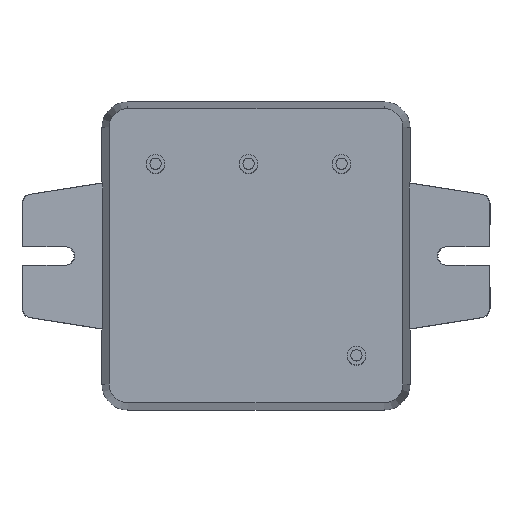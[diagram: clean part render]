
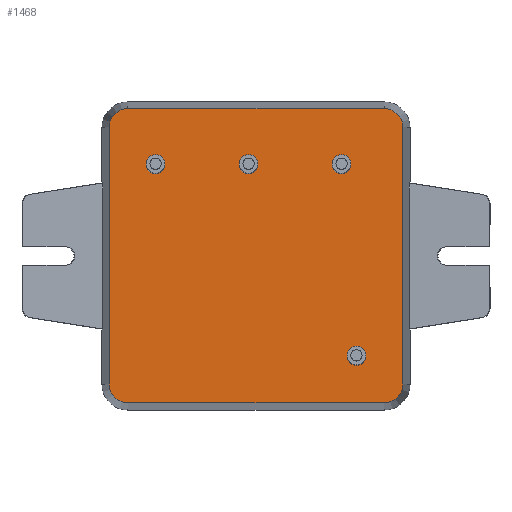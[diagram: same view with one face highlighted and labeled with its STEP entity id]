
A CAD part, top view. The second image highlights one B-rep face of the part: STEP entity #1468.
In plain terms, the highlighted planar face has unit normal (0, 0, 1).
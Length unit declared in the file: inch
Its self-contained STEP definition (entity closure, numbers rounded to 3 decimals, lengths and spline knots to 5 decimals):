
#82 = LINE ( 'NONE', #2733, #1242 ) ;
#127 = FACE_BOUND ( 'NONE', #2000, .T. ) ;
#128 = FACE_BOUND ( 'NONE', #1998, .T. ) ;
#129 = FACE_OUTER_BOUND ( 'NONE', #2004, .T. ) ;
#130 = FACE_BOUND ( 'NONE', #2007, .T. ) ;
#131 = FACE_BOUND ( 'NONE', #2003, .T. ) ;
#188 = LINE ( 'NONE', #3068, #371 ) ;
#240 = LINE ( 'NONE', #2323, #450 ) ;
#250 = LINE ( 'NONE', #2369, #478 ) ;
#294 = CIRCLE ( 'NONE', #309, 0.1 ) ;
#295 = CIRCLE ( 'NONE', #297, 0.05 ) ;
#297 = AXIS2_PLACEMENT_3D ( 'NONE', #2927, #2928, #2929 ) ;
#309 = AXIS2_PLACEMENT_3D ( 'NONE', #2946, #2947, #2948 ) ;
#331 = CIRCLE ( 'NONE', #349, 0.1 ) ;
#348 = CIRCLE ( 'NONE', #368, 0.05 ) ;
#349 = AXIS2_PLACEMENT_3D ( 'NONE', #3025, #3026, #3027 ) ;
#364 = CIRCLE ( 'NONE', #366, 0.05 ) ;
#366 = AXIS2_PLACEMENT_3D ( 'NONE', #3059, #3060, #3061 ) ;
#368 = AXIS2_PLACEMENT_3D ( 'NONE', #3062, #3063, #3064 ) ;
#371 = VECTOR ( 'NONE', #3069, 39.37008 ) ;
#382 = CIRCLE ( 'NONE', #396, 0.05 ) ;
#396 = AXIS2_PLACEMENT_3D ( 'NONE', #3120, #3121, #3122 ) ;
#436 = CIRCLE ( 'NONE', #445, 0.05 ) ;
#445 = AXIS2_PLACEMENT_3D ( 'NONE', #2313, #2314, #2315 ) ;
#450 = VECTOR ( 'NONE', #2324, 39.37008 ) ;
#462 = CIRCLE ( 'NONE', #473, 0.05 ) ;
#473 = AXIS2_PLACEMENT_3D ( 'NONE', #2361, #2362, #2363 ) ;
#478 = VECTOR ( 'NONE', #2370, 39.37008 ) ;
#525 = CIRCLE ( 'NONE', #527, 0.05 ) ;
#527 = AXIS2_PLACEMENT_3D ( 'NONE', #2471, #2472, #2473 ) ;
#550 = CARTESIAN_POINT ( 'NONE',  ( 0.69, 0.69, 0. ) ) ;
#551 = DIRECTION ( 'NONE',  ( 0., 0., 1. ) ) ;
#552 = DIRECTION ( 'NONE',  ( 1., 0., 0. ) ) ;
#658 = CARTESIAN_POINT ( 'NONE',  ( 0.69, -0.69, 0. ) ) ;
#659 = DIRECTION ( 'NONE',  ( 0., 0., 1. ) ) ;
#660 = DIRECTION ( 'NONE',  ( -1., 0., 0. ) ) ;
#1041 = CIRCLE ( 'NONE', #1043, 0.1 ) ;
#1043 = AXIS2_PLACEMENT_3D ( 'NONE', #658, #659, #660 ) ;
#1206 = CIRCLE ( 'NONE', #1211, 0.05 ) ;
#1211 = AXIS2_PLACEMENT_3D ( 'NONE', #2673, #2674, #2675 ) ;
#1242 = VECTOR ( 'NONE', #2734, 39.37008 ) ;
#1295 = AXIS2_PLACEMENT_3D ( 'NONE', #2875, #2876, #2877 ) ;
#1323 = EDGE_CURVE ( 'NONE', #1754, #1750, #1682, .T. ) ;
#1350 = EDGE_CURVE ( 'NONE', #1762, #1758, #1041, .T. ) ;
#1428 = EDGE_CURVE ( 'NONE', #1713, #1828, #1206, .T. ) ;
#1442 = EDGE_CURVE ( 'NONE', #1758, #1754, #82, .T. ) ;
#1468 = ADVANCED_FACE ( 'NONE', ( #127, #128, #129, #130, #131 ), #2874, .F. ) ;
#1484 = EDGE_CURVE ( 'NONE', #1782, #1786, #295, .T. ) ;
#1493 = EDGE_CURVE ( 'NONE', #1747, #1745, #294, .T. ) ;
#1508 = EDGE_CURVE ( 'NONE', #1743, #1741, #331, .T. ) ;
#1518 = EDGE_CURVE ( 'NONE', #1798, #1802, #364, .T. ) ;
#1519 = EDGE_CURVE ( 'NONE', #1786, #1782, #348, .T. ) ;
#1523 = EDGE_CURVE ( 'NONE', #1750, #1747, #188, .T. ) ;
#1539 = EDGE_CURVE ( 'NONE', #1725, #1728, #382, .T. ) ;
#1567 = EDGE_CURVE ( 'NONE', #1802, #1798, #436, .T. ) ;
#1572 = EDGE_CURVE ( 'NONE', #1741, #1762, #240, .T. ) ;
#1584 = EDGE_CURVE ( 'NONE', #1828, #1713, #462, .T. ) ;
#1587 = EDGE_CURVE ( 'NONE', #1745, #1743, #250, .T. ) ;
#1609 = EDGE_CURVE ( 'NONE', #1728, #1725, #525, .T. ) ;
#1679 = AXIS2_PLACEMENT_3D ( 'NONE', #550, #551, #552 ) ;
#1682 = CIRCLE ( 'NONE', #1679, 0.1 ) ;
#1713 = VERTEX_POINT ( 'NONE', #2511 ) ;
#1725 = VERTEX_POINT ( 'NONE', #2516 ) ;
#1728 = VERTEX_POINT ( 'NONE', #2519 ) ;
#1741 = VERTEX_POINT ( 'NONE', #2525 ) ;
#1743 = VERTEX_POINT ( 'NONE', #2527 ) ;
#1745 = VERTEX_POINT ( 'NONE', #2529 ) ;
#1747 = VERTEX_POINT ( 'NONE', #2531 ) ;
#1750 = VERTEX_POINT ( 'NONE', #2533 ) ;
#1754 = VERTEX_POINT ( 'NONE', #2534 ) ;
#1758 = VERTEX_POINT ( 'NONE', #2535 ) ;
#1762 = VERTEX_POINT ( 'NONE', #2536 ) ;
#1782 = VERTEX_POINT ( 'NONE', #2542 ) ;
#1786 = VERTEX_POINT ( 'NONE', #2544 ) ;
#1798 = VERTEX_POINT ( 'NONE', #2550 ) ;
#1802 = VERTEX_POINT ( 'NONE', #2551 ) ;
#1828 = VERTEX_POINT ( 'NONE', #2554 ) ;
#1998 = EDGE_LOOP ( 'NONE', ( #2203, #2207 ) ) ;
#2000 = EDGE_LOOP ( 'NONE', ( #2201, #2206 ) ) ;
#2003 = EDGE_LOOP ( 'NONE', ( #2215, #2219 ) ) ;
#2004 = EDGE_LOOP ( 'NONE', ( #2205, #2209, #2208, #2210, #2211, #2212, #2213, #2214 ) ) ;
#2007 = EDGE_LOOP ( 'NONE', ( #2216, #2218 ) ) ;
#2201 = ORIENTED_EDGE ( 'NONE', *, *, #1539, .F. ) ;
#2203 = ORIENTED_EDGE ( 'NONE', *, *, #1484, .F. ) ;
#2205 = ORIENTED_EDGE ( 'NONE', *, *, #1350, .T. ) ;
#2206 = ORIENTED_EDGE ( 'NONE', *, *, #1609, .F. ) ;
#2207 = ORIENTED_EDGE ( 'NONE', *, *, #1519, .F. ) ;
#2208 = ORIENTED_EDGE ( 'NONE', *, *, #1323, .T. ) ;
#2209 = ORIENTED_EDGE ( 'NONE', *, *, #1442, .T. ) ;
#2210 = ORIENTED_EDGE ( 'NONE', *, *, #1523, .T. ) ;
#2211 = ORIENTED_EDGE ( 'NONE', *, *, #1493, .T. ) ;
#2212 = ORIENTED_EDGE ( 'NONE', *, *, #1587, .T. ) ;
#2213 = ORIENTED_EDGE ( 'NONE', *, *, #1508, .T. ) ;
#2214 = ORIENTED_EDGE ( 'NONE', *, *, #1572, .T. ) ;
#2215 = ORIENTED_EDGE ( 'NONE', *, *, #1584, .F. ) ;
#2216 = ORIENTED_EDGE ( 'NONE', *, *, #1518, .F. ) ;
#2218 = ORIENTED_EDGE ( 'NONE', *, *, #1567, .F. ) ;
#2219 = ORIENTED_EDGE ( 'NONE', *, *, #1428, .F. ) ;
#2313 = CARTESIAN_POINT ( 'NONE',  ( -0.04, 0.49, 0. ) ) ;
#2314 = DIRECTION ( 'NONE',  ( 0., 0., 1. ) ) ;
#2315 = DIRECTION ( 'NONE',  ( -1., 0., 0. ) ) ;
#2323 = CARTESIAN_POINT ( 'NONE',  ( -0.69, -0.79, 0. ) ) ;
#2324 = DIRECTION ( 'NONE',  ( 1., 0., 0. ) ) ;
#2361 = CARTESIAN_POINT ( 'NONE',  ( 0.54, -0.54, 0. ) ) ;
#2362 = DIRECTION ( 'NONE',  ( 0., 0., 1. ) ) ;
#2363 = DIRECTION ( 'NONE',  ( -1., 0., 0. ) ) ;
#2369 = CARTESIAN_POINT ( 'NONE',  ( -0.79, 0.69, 0. ) ) ;
#2370 = DIRECTION ( 'NONE',  ( 0., -1., 0. ) ) ;
#2471 = CARTESIAN_POINT ( 'NONE',  ( 0.46, 0.49, 0. ) ) ;
#2472 = DIRECTION ( 'NONE',  ( 0., 0., 1. ) ) ;
#2473 = DIRECTION ( 'NONE',  ( -1., 0., 0. ) ) ;
#2511 = CARTESIAN_POINT ( 'NONE',  ( 0.59, -0.54, 0. ) ) ;
#2516 = CARTESIAN_POINT ( 'NONE',  ( 0.41, 0.49, 0. ) ) ;
#2519 = CARTESIAN_POINT ( 'NONE',  ( 0.51, 0.49, 0. ) ) ;
#2525 = CARTESIAN_POINT ( 'NONE',  ( -0.69, -0.79, 0. ) ) ;
#2527 = CARTESIAN_POINT ( 'NONE',  ( -0.79, -0.69, 0. ) ) ;
#2529 = CARTESIAN_POINT ( 'NONE',  ( -0.79, 0.69, 0. ) ) ;
#2531 = CARTESIAN_POINT ( 'NONE',  ( -0.69, 0.79, 0. ) ) ;
#2533 = CARTESIAN_POINT ( 'NONE',  ( 0.69, 0.79, 0. ) ) ;
#2534 = CARTESIAN_POINT ( 'NONE',  ( 0.79, 0.69, 0. ) ) ;
#2535 = CARTESIAN_POINT ( 'NONE',  ( 0.79, -0.69, 0. ) ) ;
#2536 = CARTESIAN_POINT ( 'NONE',  ( 0.69, -0.79, 0. ) ) ;
#2542 = CARTESIAN_POINT ( 'NONE',  ( -0.59, 0.49, 0. ) ) ;
#2544 = CARTESIAN_POINT ( 'NONE',  ( -0.49, 0.49, 0. ) ) ;
#2550 = CARTESIAN_POINT ( 'NONE',  ( -0.09, 0.49, 0. ) ) ;
#2551 = CARTESIAN_POINT ( 'NONE',  ( 0.01, 0.49, 0. ) ) ;
#2554 = CARTESIAN_POINT ( 'NONE',  ( 0.49, -0.54, 0. ) ) ;
#2673 = CARTESIAN_POINT ( 'NONE',  ( 0.54, -0.54, 0. ) ) ;
#2674 = DIRECTION ( 'NONE',  ( 0., 0., 1. ) ) ;
#2675 = DIRECTION ( 'NONE',  ( -1., 0., 0. ) ) ;
#2733 = CARTESIAN_POINT ( 'NONE',  ( 0.79, 0.69, 0. ) ) ;
#2734 = DIRECTION ( 'NONE',  ( 0., 1., 0. ) ) ;
#2874 = PLANE ( 'NONE',  #1295 ) ;
#2875 = CARTESIAN_POINT ( 'NONE',  ( 0.69, -0.69, 0. ) ) ;
#2876 = DIRECTION ( 'NONE',  ( 0., 0., -1. ) ) ;
#2877 = DIRECTION ( 'NONE',  ( -1., 0., 0. ) ) ;
#2927 = CARTESIAN_POINT ( 'NONE',  ( -0.54, 0.49, 0. ) ) ;
#2928 = DIRECTION ( 'NONE',  ( 0., 0., 1. ) ) ;
#2929 = DIRECTION ( 'NONE',  ( -1., 0., 0. ) ) ;
#2946 = CARTESIAN_POINT ( 'NONE',  ( -0.69, 0.69, 0. ) ) ;
#2947 = DIRECTION ( 'NONE',  ( 0., 0., 1. ) ) ;
#2948 = DIRECTION ( 'NONE',  ( 1., 0., 0. ) ) ;
#3025 = CARTESIAN_POINT ( 'NONE',  ( -0.69, -0.69, 0. ) ) ;
#3026 = DIRECTION ( 'NONE',  ( 0., 0., 1. ) ) ;
#3027 = DIRECTION ( 'NONE',  ( 1., 0., 0. ) ) ;
#3059 = CARTESIAN_POINT ( 'NONE',  ( -0.04, 0.49, 0. ) ) ;
#3060 = DIRECTION ( 'NONE',  ( 0., 0., 1. ) ) ;
#3061 = DIRECTION ( 'NONE',  ( -1., 0., 0. ) ) ;
#3062 = CARTESIAN_POINT ( 'NONE',  ( -0.54, 0.49, 0. ) ) ;
#3063 = DIRECTION ( 'NONE',  ( 0., 0., 1. ) ) ;
#3064 = DIRECTION ( 'NONE',  ( -1., 0., 0. ) ) ;
#3068 = CARTESIAN_POINT ( 'NONE',  ( -0.69, 0.79, 0. ) ) ;
#3069 = DIRECTION ( 'NONE',  ( -1., 0., 0. ) ) ;
#3120 = CARTESIAN_POINT ( 'NONE',  ( 0.46, 0.49, 0. ) ) ;
#3121 = DIRECTION ( 'NONE',  ( 0., 0., 1. ) ) ;
#3122 = DIRECTION ( 'NONE',  ( -1., 0., 0. ) ) ;
